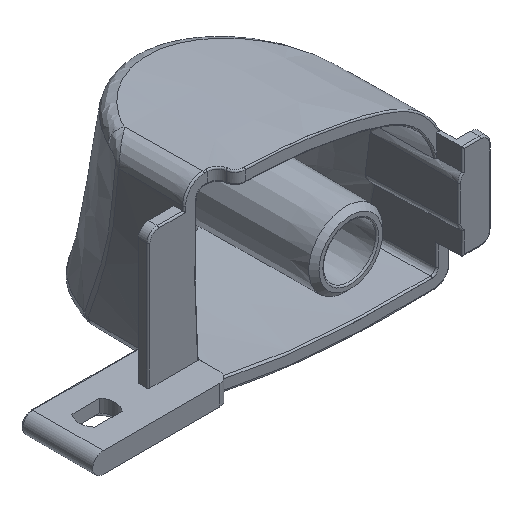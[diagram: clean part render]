
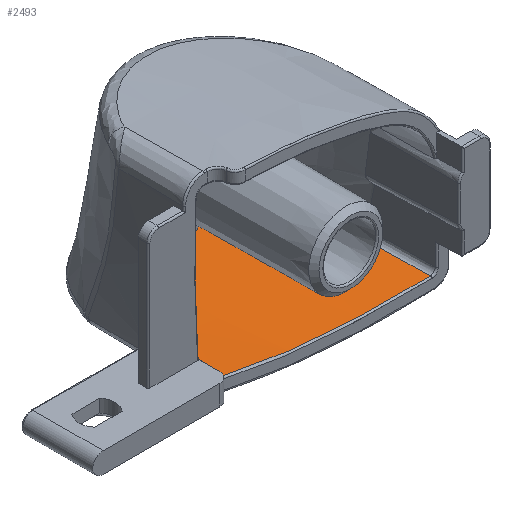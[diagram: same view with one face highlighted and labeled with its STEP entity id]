
A CAD part, isometric view. The second image highlights one B-rep face of the part: STEP entity #2493.
In plain terms, the highlighted free-form (B-spline) face has degree [3, 3] with [10, 4] control points.
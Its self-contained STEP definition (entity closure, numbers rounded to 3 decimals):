
#479=FACE_OUTER_BOUND('',#628,.T.);
#628=EDGE_LOOP('',(#1963,#1964,#1965,#1966));
#777=B_SPLINE_CURVE_WITH_KNOTS('',3,(#5054,#5055,#5056,#5057,#5058,#5059,
#5060),.UNSPECIFIED.,.F.,.F.,(4,1,1,1,4),(-2.072,-1.48,
-1.184,-0.592,0.),
 .UNSPECIFIED.);
#802=B_SPLINE_CURVE_WITH_KNOTS('',3,(#5474,#5475,#5476,#5477),
 .UNSPECIFIED.,.F.,.F.,(4,4),(-1.808,-0.984),
 .UNSPECIFIED.);
#803=B_SPLINE_CURVE_WITH_KNOTS('',3,(#5479,#5480,#5481,#5482,#5483,#5484,
#5485,#5486,#5487,#5488,#5489,#5490,#5491,#5492,#5493,#5494,#5495,#5496),
 .UNSPECIFIED.,.F.,.F.,(4,2,2,2,2,2,2,2,4),(0.345,0.609,
0.995,1.314,1.543,1.747,1.879,
2.083,2.279),.UNSPECIFIED.);
#804=B_SPLINE_CURVE_WITH_KNOTS('',3,(#5497,#5498,#5499,#5500),
 .UNSPECIFIED.,.F.,.F.,(4,4),(-1.067,0.16),
 .UNSPECIFIED.);
#1040=VERTEX_POINT('',#4997);
#1042=VERTEX_POINT('',#5045);
#1077=VERTEX_POINT('',#5473);
#1078=VERTEX_POINT('',#5478);
#1346=EDGE_CURVE('',#1042,#1040,#777,.T.);
#1406=EDGE_CURVE('',#1040,#1077,#802,.T.);
#1407=EDGE_CURVE('',#1078,#1077,#803,.T.);
#1408=EDGE_CURVE('',#1078,#1042,#804,.T.);
#1963=ORIENTED_EDGE('',*,*,#1346,.T.);
#1964=ORIENTED_EDGE('',*,*,#1406,.T.);
#1965=ORIENTED_EDGE('',*,*,#1407,.F.);
#1966=ORIENTED_EDGE('',*,*,#1408,.T.);
#2405=B_SPLINE_SURFACE_WITH_KNOTS('',3,3,((#5433,#5434,#5435,#5436),(#5437,
#5438,#5439,#5440),(#5441,#5442,#5443,#5444),(#5445,#5446,#5447,#5448),
(#5449,#5450,#5451,#5452),(#5453,#5454,#5455,#5456),(#5457,#5458,#5459,
#5460),(#5461,#5462,#5463,#5464),(#5465,#5466,#5467,#5468),(#5469,#5470,
#5471,#5472)),.UNSPECIFIED.,.F.,.F.,.F.,(4,1,1,1,1,1,1,4),(4,4),(0.093,
0.216,0.338,0.46,0.583,0.705,
0.827,0.949),(-2.073,-0.266),
 .UNSPECIFIED.);
#2493=ADVANCED_FACE('',(#479),#2405,.T.);
#4997=CARTESIAN_POINT('',(10.402,2.648,-8.545));
#5045=CARTESIAN_POINT('',(-10.156,2.648,-6.818));
#5054=CARTESIAN_POINT('Ctrl Pts',(-10.156,2.648,-6.818));
#5055=CARTESIAN_POINT('Ctrl Pts',(-8.229,2.648,-7.231));
#5056=CARTESIAN_POINT('Ctrl Pts',(-5.323,2.648,-7.774));
#5057=CARTESIAN_POINT('Ctrl Pts',(-0.429,2.648,-8.311));
#5058=CARTESIAN_POINT('Ctrl Pts',(4.49,2.648,-8.622));
#5059=CARTESIAN_POINT('Ctrl Pts',(8.429,2.648,-8.591));
#5060=CARTESIAN_POINT('Ctrl Pts',(10.402,2.648,-8.545));
#5433=CARTESIAN_POINT('Ctrl Pts',(10.396,20.717,-8.309));
#5434=CARTESIAN_POINT('Ctrl Pts',(10.398,14.694,-8.388));
#5435=CARTESIAN_POINT('Ctrl Pts',(10.4,8.671,-8.467));
#5436=CARTESIAN_POINT('Ctrl Pts',(10.402,2.648,-8.545));
#5437=CARTESIAN_POINT('Ctrl Pts',(9.616,20.717,-8.327));
#5438=CARTESIAN_POINT('Ctrl Pts',(9.617,14.694,-8.406));
#5439=CARTESIAN_POINT('Ctrl Pts',(9.619,8.671,-8.485));
#5440=CARTESIAN_POINT('Ctrl Pts',(9.621,2.648,-8.563));
#5441=CARTESIAN_POINT('Ctrl Pts',(8.052,20.717,-8.364));
#5442=CARTESIAN_POINT('Ctrl Pts',(8.053,14.694,-8.443));
#5443=CARTESIAN_POINT('Ctrl Pts',(8.054,8.671,-8.522));
#5444=CARTESIAN_POINT('Ctrl Pts',(8.055,2.648,-8.601));
#5445=CARTESIAN_POINT('Ctrl Pts',(5.342,20.717,-8.356));
#5446=CARTESIAN_POINT('Ctrl Pts',(5.34,14.694,-8.435));
#5447=CARTESIAN_POINT('Ctrl Pts',(5.339,8.671,-8.514));
#5448=CARTESIAN_POINT('Ctrl Pts',(5.337,2.648,-8.592));
#5449=CARTESIAN_POINT('Ctrl Pts',(2.17,20.717,-8.236));
#5450=CARTESIAN_POINT('Ctrl Pts',(2.166,14.694,-8.314));
#5451=CARTESIAN_POINT('Ctrl Pts',(2.161,8.671,-8.393));
#5452=CARTESIAN_POINT('Ctrl Pts',(2.157,2.648,-8.472));
#5453=CARTESIAN_POINT('Ctrl Pts',(-1.156,20.717,-7.997));
#5454=CARTESIAN_POINT('Ctrl Pts',(-1.163,14.694,-8.075));
#5455=CARTESIAN_POINT('Ctrl Pts',(-1.17,8.671,-8.154));
#5456=CARTESIAN_POINT('Ctrl Pts',(-1.177,2.648,-8.232));
#5457=CARTESIAN_POINT('Ctrl Pts',(-4.275,20.717,-7.65));
#5458=CARTESIAN_POINT('Ctrl Pts',(-4.285,14.694,-7.729));
#5459=CARTESIAN_POINT('Ctrl Pts',(-4.296,8.671,-7.807));
#5460=CARTESIAN_POINT('Ctrl Pts',(-4.306,2.648,-7.885));
#5461=CARTESIAN_POINT('Ctrl Pts',(-7.135,20.717,-7.197));
#5462=CARTESIAN_POINT('Ctrl Pts',(-7.149,14.694,-7.274));
#5463=CARTESIAN_POINT('Ctrl Pts',(-7.163,8.671,-7.352));
#5464=CARTESIAN_POINT('Ctrl Pts',(-7.177,2.648,-7.429));
#5465=CARTESIAN_POINT('Ctrl Pts',(-9.08,20.717,-6.807));
#5466=CARTESIAN_POINT('Ctrl Pts',(-9.096,14.694,-6.884));
#5467=CARTESIAN_POINT('Ctrl Pts',(-9.111,8.671,-6.961));
#5468=CARTESIAN_POINT('Ctrl Pts',(-9.127,2.648,-7.039));
#5469=CARTESIAN_POINT('Ctrl Pts',(-10.106,20.717,-6.587));
#5470=CARTESIAN_POINT('Ctrl Pts',(-10.123,14.694,-6.664));
#5471=CARTESIAN_POINT('Ctrl Pts',(-10.139,8.671,-6.741));
#5472=CARTESIAN_POINT('Ctrl Pts',(-10.156,2.648,-6.818));
#5473=CARTESIAN_POINT('',(10.178,10.892,-8.443));
#5474=CARTESIAN_POINT('Ctrl Pts',(10.402,2.648,-8.545));
#5475=CARTESIAN_POINT('Ctrl Pts',(10.327,5.396,-8.511));
#5476=CARTESIAN_POINT('Ctrl Pts',(10.253,8.144,-8.477));
#5477=CARTESIAN_POINT('Ctrl Pts',(10.178,10.892,-8.443));
#5478=CARTESIAN_POINT('',(-10.003,14.914,-6.687));
#5479=CARTESIAN_POINT('Ctrl Pts',(-10.003,14.914,-6.687));
#5480=CARTESIAN_POINT('Ctrl Pts',(-9.675,15.642,-6.747));
#5481=CARTESIAN_POINT('Ctrl Pts',(-9.301,16.313,-6.816));
#5482=CARTESIAN_POINT('Ctrl Pts',(-8.28,17.797,-7.003));
#5483=CARTESIAN_POINT('Ctrl Pts',(-7.483,18.682,-7.149));
#5484=CARTESIAN_POINT('Ctrl Pts',(-5.477,19.974,-7.47));
#5485=CARTESIAN_POINT('Ctrl Pts',(-4.471,20.369,-7.613));
#5486=CARTESIAN_POINT('Ctrl Pts',(-2.644,20.703,-7.83));
#5487=CARTESIAN_POINT('Ctrl Pts',(-1.48,20.816,-7.957));
#5488=CARTESIAN_POINT('Ctrl Pts',(1.302,20.254,-8.181));
#5489=CARTESIAN_POINT('Ctrl Pts',(2.56,19.723,-8.258));
#5490=CARTESIAN_POINT('Ctrl Pts',(4.449,18.565,-8.347));
#5491=CARTESIAN_POINT('Ctrl Pts',(5.149,18.034,-8.372));
#5492=CARTESIAN_POINT('Ctrl Pts',(6.798,16.539,-8.418));
#5493=CARTESIAN_POINT('Ctrl Pts',(7.656,15.511,-8.427));
#5494=CARTESIAN_POINT('Ctrl Pts',(9.107,13.284,-8.436));
#5495=CARTESIAN_POINT('Ctrl Pts',(9.701,12.107,-8.438));
#5496=CARTESIAN_POINT('Ctrl Pts',(10.178,10.892,-8.443));
#5497=CARTESIAN_POINT('Ctrl Pts',(-10.003,14.914,-6.687));
#5498=CARTESIAN_POINT('Ctrl Pts',(-10.054,10.825,-6.731));
#5499=CARTESIAN_POINT('Ctrl Pts',(-10.105,6.737,-6.775));
#5500=CARTESIAN_POINT('Ctrl Pts',(-10.156,2.648,-6.818));
